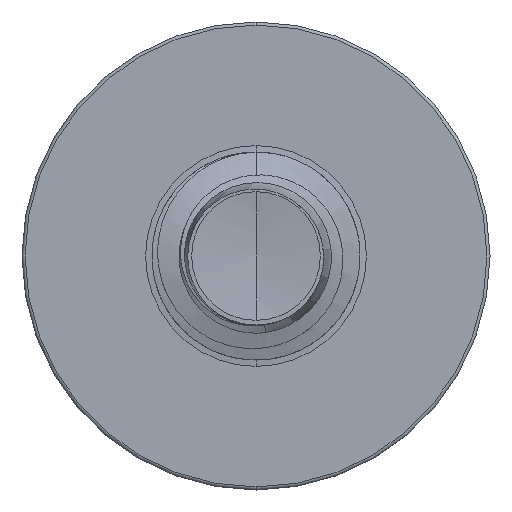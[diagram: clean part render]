
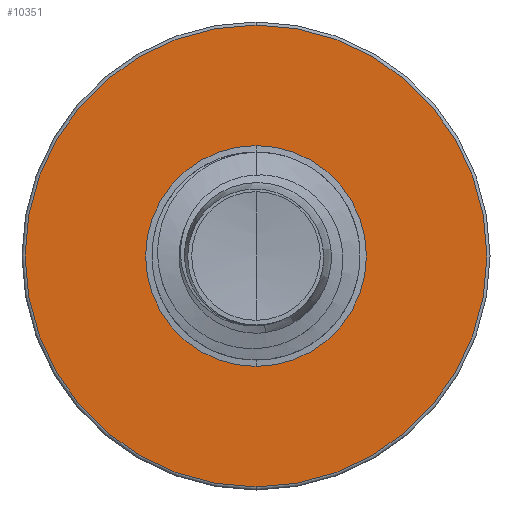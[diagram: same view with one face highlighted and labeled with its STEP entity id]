
A CAD part, front view. The second image highlights one B-rep face of the part: STEP entity #10351.
In plain terms, the highlighted planar face has unit normal (0, -1, 0).
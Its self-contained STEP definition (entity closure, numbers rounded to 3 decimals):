
#135 = ORIENTED_EDGE ( 'NONE', *, *, #7221, .F. ) ;
#596 = DIRECTION ( 'NONE',  ( 0., 0., 1. ) ) ;
#599 = DIRECTION ( 'NONE',  ( 0., 1., 0. ) ) ;
#612 = CARTESIAN_POINT ( 'NONE',  ( 0., 3., 0. ) ) ;
#719 = EDGE_CURVE ( 'NONE', #11309, #11628, #3702, .T. ) ;
#833 = AXIS2_PLACEMENT_3D ( 'NONE', #7942, #7792, #7753 ) ;
#1628 = CARTESIAN_POINT ( 'NONE',  ( 0., 3., 0. ) ) ;
#1954 = DIRECTION ( 'NONE',  ( 0., 1., 0. ) ) ;
#1987 = ORIENTED_EDGE ( 'NONE', *, *, #9461, .T. ) ;
#2252 = CARTESIAN_POINT ( 'NONE',  ( 0., 3., 1.776 ) ) ;
#2591 = EDGE_LOOP ( 'NONE', ( #7301, #135 ) ) ;
#2891 = DIRECTION ( 'NONE',  ( 0., 0., 1. ) ) ;
#3284 = CARTESIAN_POINT ( 'NONE',  ( 0., 3., 0. ) ) ;
#3347 = VERTEX_POINT ( 'NONE', #2252 ) ;
#3702 = CIRCLE ( 'NONE', #833, 0.849 ) ;
#3857 = CARTESIAN_POINT ( 'NONE',  ( 0., 3., -1.776 ) ) ;
#4490 = DIRECTION ( 'NONE',  ( 0., 0., 1. ) ) ;
#4749 = EDGE_LOOP ( 'NONE', ( #12664, #1987 ) ) ;
#5547 = AXIS2_PLACEMENT_3D ( 'NONE', #6777, #1954, #9863 ) ;
#5598 = EDGE_CURVE ( 'NONE', #3347, #10731, #7025, .T. ) ;
#6774 = FACE_OUTER_BOUND ( 'NONE', #2591, .T. ) ;
#6777 = CARTESIAN_POINT ( 'NONE',  ( 0., 3., -0.849 ) ) ;
#7025 = CIRCLE ( 'NONE', #13517, 1.776 ) ;
#7221 = EDGE_CURVE ( 'NONE', #10731, #3347, #11939, .T. ) ;
#7275 = CARTESIAN_POINT ( 'NONE',  ( 0., 3., -0.849 ) ) ;
#7301 = ORIENTED_EDGE ( 'NONE', *, *, #5598, .F. ) ;
#7753 = DIRECTION ( 'NONE',  ( 0., 0., 1. ) ) ;
#7792 = DIRECTION ( 'NONE',  ( 0., 1., 0. ) ) ;
#7942 = CARTESIAN_POINT ( 'NONE',  ( 0., 3., 0. ) ) ;
#8428 = FACE_BOUND ( 'NONE', #4749, .T. ) ;
#8842 = PLANE ( 'NONE',  #5547 ) ;
#9461 = EDGE_CURVE ( 'NONE', #11628, #11309, #11914, .T. ) ;
#9633 = DIRECTION ( 'NONE',  ( 0., 1., 0. ) ) ;
#9863 = DIRECTION ( 'NONE',  ( 0., 0., 1. ) ) ;
#10253 = AXIS2_PLACEMENT_3D ( 'NONE', #3284, #10785, #4490 ) ;
#10351 = ADVANCED_FACE ( 'NONE', ( #6774, #8428 ), #8842, .F. ) ;
#10674 = AXIS2_PLACEMENT_3D ( 'NONE', #1628, #9633, #2891 ) ;
#10731 = VERTEX_POINT ( 'NONE', #3857 ) ;
#10785 = DIRECTION ( 'NONE',  ( 0., 1., 0. ) ) ;
#11309 = VERTEX_POINT ( 'NONE', #12681 ) ;
#11628 = VERTEX_POINT ( 'NONE', #7275 ) ;
#11914 = CIRCLE ( 'NONE', #10253, 0.849 ) ;
#11939 = CIRCLE ( 'NONE', #10674, 1.776 ) ;
#12664 = ORIENTED_EDGE ( 'NONE', *, *, #719, .T. ) ;
#12681 = CARTESIAN_POINT ( 'NONE',  ( 0., 3., 0.849 ) ) ;
#13517 = AXIS2_PLACEMENT_3D ( 'NONE', #612, #599, #596 ) ;
